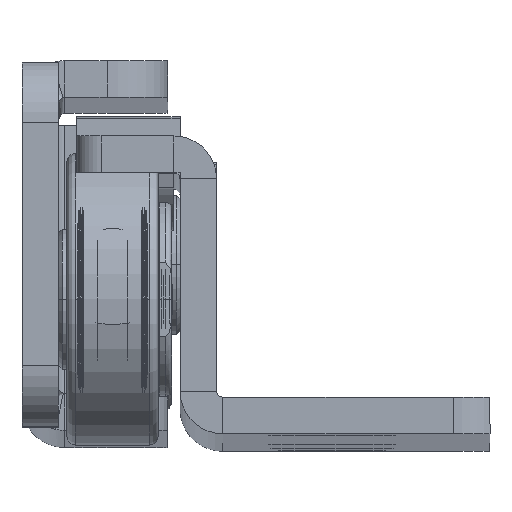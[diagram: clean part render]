
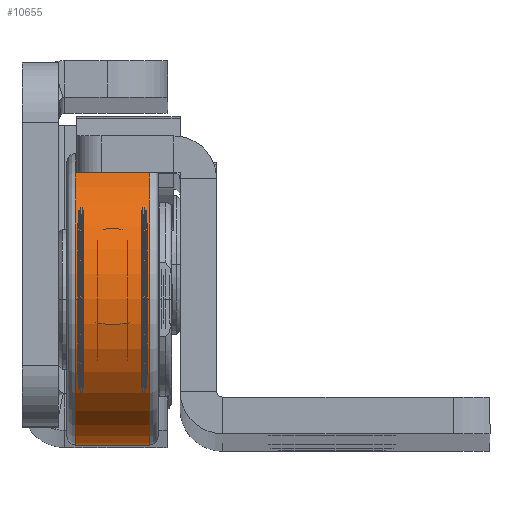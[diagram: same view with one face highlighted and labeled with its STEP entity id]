
A CAD part, top view. The second image highlights one B-rep face of the part: STEP entity #10655.
In plain terms, the highlighted cylindrical face has radius 12 mm (diameter 24 mm), a partial arc.
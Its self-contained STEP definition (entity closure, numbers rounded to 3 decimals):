
#351 = VECTOR ( 'NONE', #6644, 1000. ) ;
#455 = EDGE_LOOP ( 'NONE', ( #7633, #7404, #10161, #9406 ) ) ;
#652 = VERTEX_POINT ( 'NONE', #11666 ) ;
#808 = EDGE_CURVE ( 'NONE', #11378, #652, #14409, .T. ) ;
#895 = FACE_OUTER_BOUND ( 'NONE', #455, .T. ) ;
#965 = CYLINDRICAL_SURFACE ( 'NONE', #3165, 12. ) ;
#1451 = AXIS2_PLACEMENT_3D ( 'NONE', #11345, #5220, #2950 ) ;
#1618 = EDGE_CURVE ( 'NONE', #652, #3381, #11758, .T. ) ;
#1852 = LINE ( 'NONE', #15126, #351 ) ;
#2336 = DIRECTION ( 'NONE',  ( -1., 0., 0. ) ) ;
#2510 = CARTESIAN_POINT ( 'NONE',  ( 3.05, -12., 0. ) ) ;
#2950 = DIRECTION ( 'NONE',  ( 0., -1., 0. ) ) ;
#3032 = EDGE_CURVE ( 'NONE', #4294, #3381, #1852, .T. ) ;
#3165 = AXIS2_PLACEMENT_3D ( 'NONE', #8293, #2336, #11916 ) ;
#3212 = DIRECTION ( 'NONE',  ( 1., 0., 0. ) ) ;
#3381 = VERTEX_POINT ( 'NONE', #14885 ) ;
#4294 = VERTEX_POINT ( 'NONE', #13200 ) ;
#4959 = VECTOR ( 'NONE', #14487, 1000. ) ;
#5220 = DIRECTION ( 'NONE',  ( -1., 0., 0. ) ) ;
#5442 = EDGE_CURVE ( 'NONE', #4294, #11378, #10748, .T. ) ;
#6644 = DIRECTION ( 'NONE',  ( -1., 0., 0. ) ) ;
#6819 = DIRECTION ( 'NONE',  ( 0., 1., 0. ) ) ;
#7404 = ORIENTED_EDGE ( 'NONE', *, *, #5442, .T. ) ;
#7633 = ORIENTED_EDGE ( 'NONE', *, *, #3032, .F. ) ;
#8293 = CARTESIAN_POINT ( 'NONE',  ( -3.75, 0., 0. ) ) ;
#9180 = CARTESIAN_POINT ( 'NONE',  ( -3.05, 0., 0. ) ) ;
#9406 = ORIENTED_EDGE ( 'NONE', *, *, #1618, .T. ) ;
#10161 = ORIENTED_EDGE ( 'NONE', *, *, #808, .T. ) ;
#10655 = ADVANCED_FACE ( 'NONE', ( #895 ), #965, .T. ) ;
#10748 = CIRCLE ( 'NONE', #1451, 12. ) ;
#11345 = CARTESIAN_POINT ( 'NONE',  ( 3.05, 0., 0. ) ) ;
#11378 = VERTEX_POINT ( 'NONE', #2510 ) ;
#11666 = CARTESIAN_POINT ( 'NONE',  ( -3.05, -12., 0. ) ) ;
#11758 = CIRCLE ( 'NONE', #13764, 12. ) ;
#11916 = DIRECTION ( 'NONE',  ( 0., -1., 0. ) ) ;
#13200 = CARTESIAN_POINT ( 'NONE',  ( 3.05, 12., 0. ) ) ;
#13764 = AXIS2_PLACEMENT_3D ( 'NONE', #9180, #3212, #6819 ) ;
#14258 = CARTESIAN_POINT ( 'NONE',  ( -3.75, -12., 0. ) ) ;
#14409 = LINE ( 'NONE', #14258, #4959 ) ;
#14487 = DIRECTION ( 'NONE',  ( -1., 0., 0. ) ) ;
#14885 = CARTESIAN_POINT ( 'NONE',  ( -3.05, 12., 0. ) ) ;
#15126 = CARTESIAN_POINT ( 'NONE',  ( -3.75, 12., 0. ) ) ;
